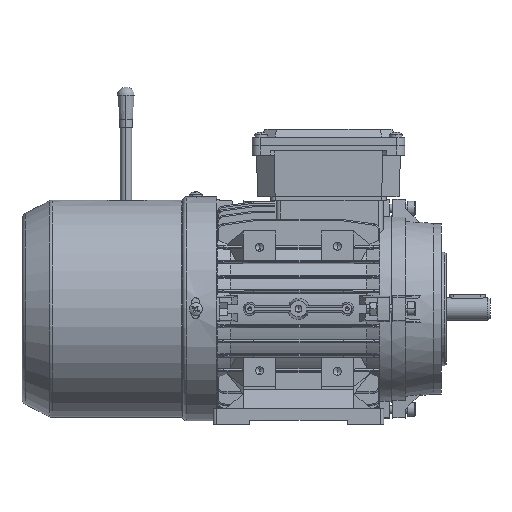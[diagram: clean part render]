
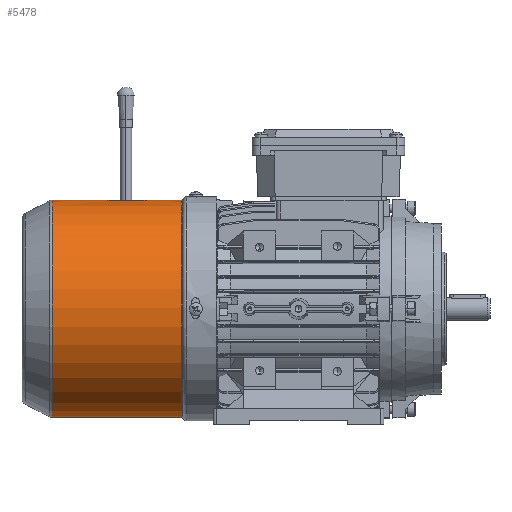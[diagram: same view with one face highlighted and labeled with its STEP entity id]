
A CAD part, front view. The second image highlights one B-rep face of the part: STEP entity #5478.
In plain terms, the highlighted cylindrical face has radius 67 mm (diameter 134 mm), a partial arc.
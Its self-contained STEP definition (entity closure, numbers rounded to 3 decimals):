
#5478 = ADVANCED_FACE ( 'NONE', ( #38150 ), #38148, .T. ) ;
#5492 = EDGE_LOOP ( 'NONE', ( #5697, #5669, #5670, #5665, #5632, #5645, #5717, #5718 ) ) ;
#5600 = EDGE_CURVE ( 'NONE', #18381, #18379, #38704, .T. ) ;
#5621 = EDGE_CURVE ( 'NONE', #20479, #5634, #38894, .T. ) ;
#5632 = ORIENTED_EDGE ( 'NONE', *, *, #5675, .F. ) ;
#5634 = VERTEX_POINT ( 'NONE', #38951 ) ;
#5641 = VERTEX_POINT ( 'NONE', #38924 ) ;
#5645 = ORIENTED_EDGE ( 'NONE', *, *, #5621, .F. ) ;
#5665 = ORIENTED_EDGE ( 'NONE', *, *, #5666, .F. ) ;
#5666 = EDGE_CURVE ( 'NONE', #5641, #18731, #38974, .T. ) ;
#5669 = ORIENTED_EDGE ( 'NONE', *, *, #18518, .T. ) ;
#5670 = ORIENTED_EDGE ( 'NONE', *, *, #20533, .T. ) ;
#5675 = EDGE_CURVE ( 'NONE', #5634, #5641, #39055, .T. ) ;
#5697 = ORIENTED_EDGE ( 'NONE', *, *, #20475, .F. ) ;
#5717 = ORIENTED_EDGE ( 'NONE', *, *, #20443, .T. ) ;
#5718 = ORIENTED_EDGE ( 'NONE', *, *, #5600, .F. ) ;
#18379 = VERTEX_POINT ( 'NONE', #71612 ) ;
#18381 = VERTEX_POINT ( 'NONE', #71580 ) ;
#18518 = EDGE_CURVE ( 'NONE', #18520, #18521, #72256, .T. ) ;
#18520 = VERTEX_POINT ( 'NONE', #72247 ) ;
#18521 = VERTEX_POINT ( 'NONE', #72245 ) ;
#18731 = VERTEX_POINT ( 'NONE', #73395 ) ;
#20443 = EDGE_CURVE ( 'NONE', #20479, #18379, #79653, .T. ) ;
#20475 = EDGE_CURVE ( 'NONE', #18520, #18381, #79805, .T. ) ;
#20479 = VERTEX_POINT ( 'NONE', #79796 ) ;
#20533 = EDGE_CURVE ( 'NONE', #18521, #18731, #79993, .T. ) ;
#38135 = DIRECTION ( 'NONE',  ( 0., 0., -1. ) ) ;
#38137 = DIRECTION ( 'NONE',  ( 1., 0., 0. ) ) ;
#38139 = CARTESIAN_POINT ( 'NONE',  ( 77.53, 0., 0. ) ) ;
#38140 = AXIS2_PLACEMENT_3D ( 'NONE', #38139, #38137, #38135 ) ;
#38148 = CYLINDRICAL_SURFACE ( 'NONE', #38140, 67. ) ;
#38150 = FACE_OUTER_BOUND ( 'NONE', #5492, .T. ) ;
#38697 = DIRECTION ( 'NONE',  ( 0., 0., -1. ) ) ;
#38699 = DIRECTION ( 'NONE',  ( 1., 0., 0. ) ) ;
#38701 = CARTESIAN_POINT ( 'NONE',  ( 102.958, 0., 0. ) ) ;
#38702 = AXIS2_PLACEMENT_3D ( 'NONE', #38701, #38699, #38697 ) ;
#38704 = CIRCLE ( 'NONE', #38702, 67. ) ;
#38836 = CARTESIAN_POINT ( 'NONE',  ( 66.691, -6., -66.731 ) ) ;
#38839 = CARTESIAN_POINT ( 'NONE',  ( 67.087, -6., -66.731 ) ) ;
#38841 = CARTESIAN_POINT ( 'NONE',  ( 67.484, -5.96, -66.734 ) ) ;
#38843 = CARTESIAN_POINT ( 'NONE',  ( 68.253, -5.806, -66.748 ) ) ;
#38845 = CARTESIAN_POINT ( 'NONE',  ( 68.626, -5.693, -66.758 ) ) ;
#38847 = CARTESIAN_POINT ( 'NONE',  ( 69.171, -5.467, -66.777 ) ) ;
#38848 = CARTESIAN_POINT ( 'NONE',  ( 69.351, -5.382, -66.784 ) ) ;
#38850 = CARTESIAN_POINT ( 'NONE',  ( 69.698, -5.196, -66.798 ) ) ;
#38852 = CARTESIAN_POINT ( 'NONE',  ( 69.865, -5.095, -66.806 ) ) ;
#38854 = CARTESIAN_POINT ( 'NONE',  ( 70.352, -4.769, -66.83 ) ) ;
#38856 = CARTESIAN_POINT ( 'NONE',  ( 70.655, -4.521, -66.848 ) ) ;
#38857 = CARTESIAN_POINT ( 'NONE',  ( 71.215, -3.961, -66.883 ) ) ;
#38859 = CARTESIAN_POINT ( 'NONE',  ( 71.463, -3.658, -66.901 ) ) ;
#38860 = CARTESIAN_POINT ( 'NONE',  ( 71.788, -3.171, -66.925 ) ) ;
#38862 = CARTESIAN_POINT ( 'NONE',  ( 71.889, -3.003, -66.933 ) ) ;
#38864 = CARTESIAN_POINT ( 'NONE',  ( 72.075, -2.656, -66.948 ) ) ;
#38866 = CARTESIAN_POINT ( 'NONE',  ( 72.16, -2.476, -66.954 ) ) ;
#38868 = CARTESIAN_POINT ( 'NONE',  ( 72.385, -1.932, -66.973 ) ) ;
#38870 = CARTESIAN_POINT ( 'NONE',  ( 72.498, -1.558, -66.983 ) ) ;
#38872 = CARTESIAN_POINT ( 'NONE',  ( 72.652, -0.789, -66.996 ) ) ;
#38874 = CARTESIAN_POINT ( 'NONE',  ( 72.691, -0.391, -67. ) ) ;
#38876 = CARTESIAN_POINT ( 'NONE',  ( 72.691, 0., -67. ) ) ;
#38894 = B_SPLINE_CURVE_WITH_KNOTS ( 'NONE', 3,
 ( #38876, #38874, #38872, #38870, #38868, #38866, #38864, #38862, #38860, #38859, #38857, #38856, #38854, #38852, #38850, #38848, #38847, #38845, #38843, #38841, #38839, #38836 ),
 .UNSPECIFIED., .F., .F.,
 ( 4, 2, 2, 2, 2, 2, 2, 2, 2, 2, 4 ),
 ( 0.009, 0.011, 0.012, 0.012, 0.013, 0.014, 0.015, 0.016, 0.016, 0.018, 0.019 ),
 .UNSPECIFIED. ) ;
#38924 = CARTESIAN_POINT ( 'NONE',  ( 46.691, -6., -66.731 ) ) ;
#38951 = CARTESIAN_POINT ( 'NONE',  ( 66.691, -6., -66.731 ) ) ;
#38974 = B_SPLINE_CURVE_WITH_KNOTS ( 'NONE', 3,
 ( #39113, #39111, #39109, #39107, #39105, #39103, #39101, #39100, #39098, #39096, #39094, #39092, #39090, #39088, #39086, #39084, #39082, #39080, #39078, #39076, #39074, #39072, #39070 ),
 .UNSPECIFIED., .F., .F.,
 ( 4, 2, 2, 2, 2, 2, 2, 2, 1, 2, 2, 4 ),
 ( 0., 0.001, 0.002, 0.002, 0.004, 0.005, 0.006, 0.006, 0.007, 0.008, 0.008, 0.009 ),
 .UNSPECIFIED. ) ;
#39050 = DIRECTION ( 'NONE',  ( -1., 0., 0. ) ) ;
#39051 = VECTOR ( 'NONE', #39050, 1000. ) ;
#39053 = CARTESIAN_POINT ( 'NONE',  ( 77.53, -6., -66.731 ) ) ;
#39055 = LINE ( 'NONE', #39053, #39051 ) ;
#39070 = CARTESIAN_POINT ( 'NONE',  ( 40.691, 0., -67. ) ) ;
#39072 = CARTESIAN_POINT ( 'NONE',  ( 40.691, -0.392, -67. ) ) ;
#39074 = CARTESIAN_POINT ( 'NONE',  ( 40.729, -0.781, -66.997 ) ) ;
#39076 = CARTESIAN_POINT ( 'NONE',  ( 40.844, -1.362, -66.986 ) ) ;
#39078 = CARTESIAN_POINT ( 'NONE',  ( 40.893, -1.555, -66.982 ) ) ;
#39080 = CARTESIAN_POINT ( 'NONE',  ( 41.007, -1.931, -66.972 ) ) ;
#39082 = CARTESIAN_POINT ( 'NONE',  ( 41.139, -2.299, -66.961 ) ) ;
#39084 = CARTESIAN_POINT ( 'NONE',  ( 41.306, -2.653, -66.948 ) ) ;
#39086 = CARTESIAN_POINT ( 'NONE',  ( 41.491, -3., -66.933 ) ) ;
#39088 = CARTESIAN_POINT ( 'NONE',  ( 41.593, -3.17, -66.925 ) ) ;
#39090 = CARTESIAN_POINT ( 'NONE',  ( 41.922, -3.662, -66.901 ) ) ;
#39092 = CARTESIAN_POINT ( 'NONE',  ( 42.17, -3.964, -66.883 ) ) ;
#39094 = CARTESIAN_POINT ( 'NONE',  ( 42.723, -4.518, -66.848 ) ) ;
#39096 = CARTESIAN_POINT ( 'NONE',  ( 43.032, -4.771, -66.83 ) ) ;
#39098 = CARTESIAN_POINT ( 'NONE',  ( 43.684, -5.207, -66.798 ) ) ;
#39100 = CARTESIAN_POINT ( 'NONE',  ( 44.029, -5.391, -66.783 ) ) ;
#39101 = CARTESIAN_POINT ( 'NONE',  ( 44.574, -5.618, -66.764 ) ) ;
#39103 = CARTESIAN_POINT ( 'NONE',  ( 44.761, -5.685, -66.758 ) ) ;
#39105 = CARTESIAN_POINT ( 'NONE',  ( 45.138, -5.799, -66.749 ) ) ;
#39107 = CARTESIAN_POINT ( 'NONE',  ( 45.329, -5.847, -66.744 ) ) ;
#39109 = CARTESIAN_POINT ( 'NONE',  ( 45.904, -5.961, -66.734 ) ) ;
#39111 = CARTESIAN_POINT ( 'NONE',  ( 46.294, -6., -66.731 ) ) ;
#39113 = CARTESIAN_POINT ( 'NONE',  ( 46.691, -6., -66.731 ) ) ;
#71580 = CARTESIAN_POINT ( 'NONE',  ( 102.958, 0., 67. ) ) ;
#71612 = CARTESIAN_POINT ( 'NONE',  ( 102.958, 0., -67. ) ) ;
#72245 = CARTESIAN_POINT ( 'NONE',  ( 23.105, 0., -67. ) ) ;
#72247 = CARTESIAN_POINT ( 'NONE',  ( 23.105, 0., 67. ) ) ;
#72249 = DIRECTION ( 'NONE',  ( 0., 0., -1. ) ) ;
#72251 = DIRECTION ( 'NONE',  ( 1., 0., 0. ) ) ;
#72253 = CARTESIAN_POINT ( 'NONE',  ( 23.105, 0., 0. ) ) ;
#72254 = AXIS2_PLACEMENT_3D ( 'NONE', #72253, #72251, #72249 ) ;
#72256 = CIRCLE ( 'NONE', #72254, 67. ) ;
#73395 = CARTESIAN_POINT ( 'NONE',  ( 40.691, 0., -67. ) ) ;
#79651 = DIRECTION ( 'NONE',  ( 1., 0., 0. ) ) ;
#79652 = CARTESIAN_POINT ( 'NONE',  ( 77.53, 0., -67. ) ) ;
#79653 = LINE ( 'NONE', #79652, #79776 ) ;
#79776 = VECTOR ( 'NONE', #79651, 1000. ) ;
#79796 = CARTESIAN_POINT ( 'NONE',  ( 72.691, 0., -67. ) ) ;
#79799 = DIRECTION ( 'NONE',  ( 1., 0., 0. ) ) ;
#79801 = VECTOR ( 'NONE', #79799, 1000. ) ;
#79803 = CARTESIAN_POINT ( 'NONE',  ( 77.53, 0., 67. ) ) ;
#79805 = LINE ( 'NONE', #79803, #79801 ) ;
#79988 = DIRECTION ( 'NONE',  ( 1., 0., 0. ) ) ;
#79990 = VECTOR ( 'NONE', #79988, 1000. ) ;
#79991 = CARTESIAN_POINT ( 'NONE',  ( 77.53, 0., -67. ) ) ;
#79993 = LINE ( 'NONE', #79991, #79990 ) ;
